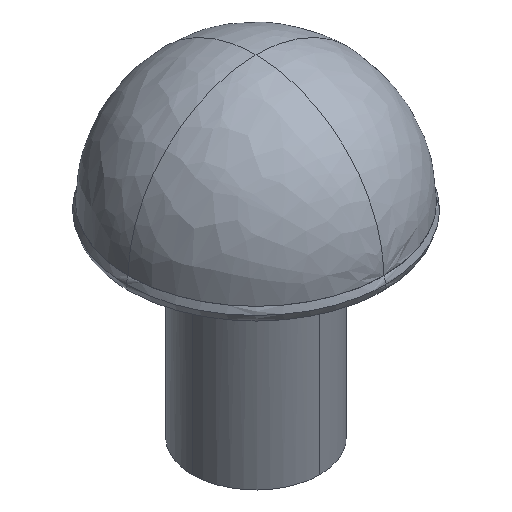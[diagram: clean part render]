
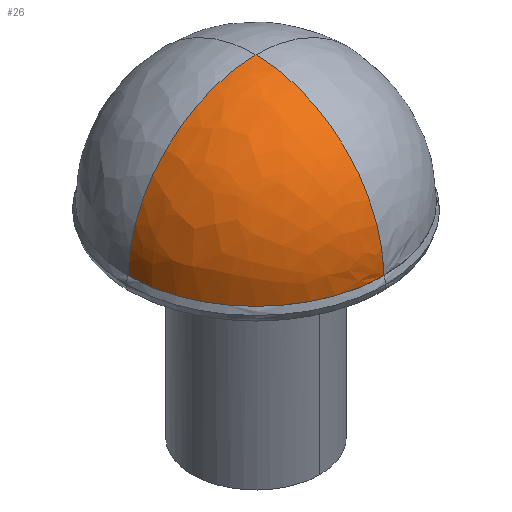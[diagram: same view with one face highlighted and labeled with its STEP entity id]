
A CAD part, isometric view. The second image highlights one B-rep face of the part: STEP entity #26.
In plain terms, the highlighted free-form (B-spline) face has degree [2, 2] with [3, 3] control points.
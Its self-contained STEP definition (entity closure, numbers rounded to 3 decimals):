
#26=ADVANCED_FACE($,(#74),#558,.T.);
#74=FACE_OUTER_BOUND($,#122,.T.);
#122=EDGE_LOOP($,(#177,#178,#179));
#177=ORIENTED_EDGE($,*,*,#383,.T.);
#178=ORIENTED_EDGE($,*,*,#384,.T.);
#179=ORIENTED_EDGE($,*,*,#381,.F.);
#381=EDGE_CURVE($,#484,#485,#631,.T.);
#383=EDGE_CURVE($,#484,#486,#633,.T.);
#384=EDGE_CURVE($,#486,#485,#634,.T.);
#484=VERTEX_POINT($,#1425);
#485=VERTEX_POINT($,#1426);
#486=VERTEX_POINT($,#1427);
#558=(
BOUNDED_SURFACE()
B_SPLINE_SURFACE(2,2,((#1310,#1311,#1312),(#1313,#1314,#1315),(#1316,#1317,
#1318)),.UNSPECIFIED.,.F.,.F.,.F.)
B_SPLINE_SURFACE_WITH_KNOTS((3,3),(3,3),(73.491,146.983),
(151.127,302.254),.UNSPECIFIED.)
GEOMETRIC_REPRESENTATION_ITEM()
RATIONAL_B_SPLINE_SURFACE(((1.,0.707,1.),(0.707,
0.5,0.707),(1.,0.707,1.)))
REPRESENTATION_ITEM($)
SURFACE()
);
#631=(
BOUNDED_CURVE()
B_SPLINE_CURVE(2,(#813,#814,#815),.UNSPECIFIED.,.F.,.F.)
B_SPLINE_CURVE_WITH_KNOTS((3,3),(151.127,302.254),.UNSPECIFIED.)
CURVE()
GEOMETRIC_REPRESENTATION_ITEM()
RATIONAL_B_SPLINE_CURVE((1.,0.707,1.))
REPRESENTATION_ITEM($)
);
#633=(
BOUNDED_CURVE()
B_SPLINE_CURVE(2,(#819,#820,#821),.UNSPECIFIED.,.F.,.F.)
B_SPLINE_CURVE_WITH_KNOTS((3,3),(73.491,146.983),.UNSPECIFIED.)
CURVE()
GEOMETRIC_REPRESENTATION_ITEM()
RATIONAL_B_SPLINE_CURVE((1.,0.707,1.))
REPRESENTATION_ITEM($)
);
#634=(
BOUNDED_CURVE()
B_SPLINE_CURVE(2,(#822,#823,#824),.UNSPECIFIED.,.F.,.F.)
B_SPLINE_CURVE_WITH_KNOTS((3,3),(151.127,302.254),.UNSPECIFIED.)
CURVE()
GEOMETRIC_REPRESENTATION_ITEM()
RATIONAL_B_SPLINE_CURVE((1.,0.707,1.))
REPRESENTATION_ITEM($)
);
#813=CARTESIAN_POINT($,(0.,0.,260.));
#814=CARTESIAN_POINT($,(0.,-100.,260.));
#815=CARTESIAN_POINT($,(0.,-100.,160.));
#819=CARTESIAN_POINT($,(0.,0.,260.));
#820=CARTESIAN_POINT($,(-100.,0.,260.));
#821=CARTESIAN_POINT($,(-100.,0.,160.));
#822=CARTESIAN_POINT($,(-100.,0.,160.));
#823=CARTESIAN_POINT($,(-100.,-100.,160.));
#824=CARTESIAN_POINT($,(0.,-100.,160.));
#1310=CARTESIAN_POINT($,(0.,0.,260.));
#1311=CARTESIAN_POINT($,(0.,-100.,260.));
#1312=CARTESIAN_POINT($,(0.,-100.,160.));
#1313=CARTESIAN_POINT($,(-100.,0.,260.));
#1314=CARTESIAN_POINT($,(-100.,-100.,260.));
#1315=CARTESIAN_POINT($,(0.,-100.,160.));
#1316=CARTESIAN_POINT($,(-100.,0.,160.));
#1317=CARTESIAN_POINT($,(-100.,-100.,160.));
#1318=CARTESIAN_POINT($,(0.,-100.,160.));
#1425=CARTESIAN_POINT($,(0.,0.,260.));
#1426=CARTESIAN_POINT($,(0.,-100.,160.));
#1427=CARTESIAN_POINT($,(-100.,0.,160.));
